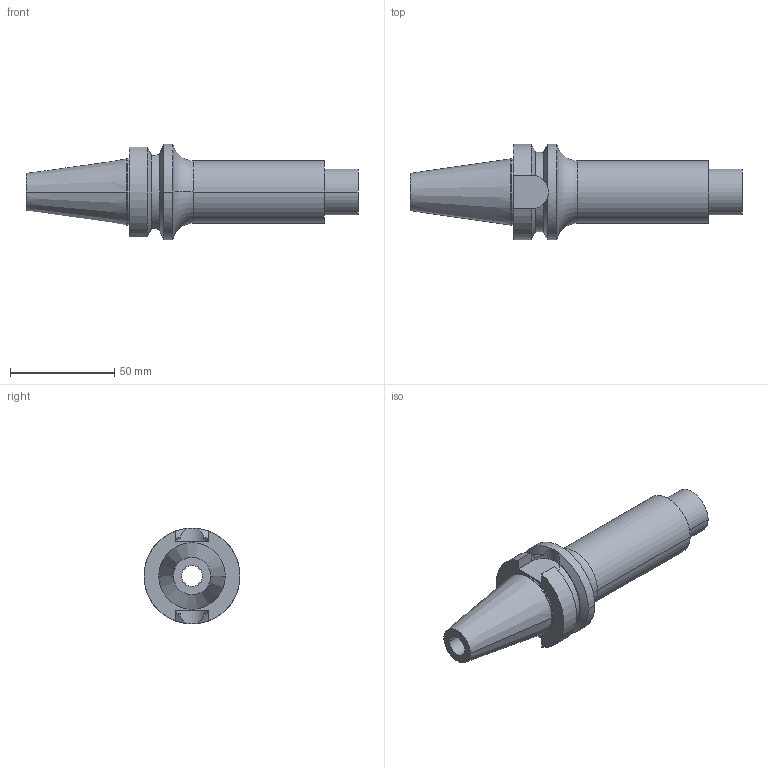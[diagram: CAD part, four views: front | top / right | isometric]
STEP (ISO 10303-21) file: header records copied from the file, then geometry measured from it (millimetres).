
FILE_DESCRIPTION((''),'2;1');
FILE_NAME('8452500600','2021-05-31T08:34:03',('thiemer'),(''),'CREO PARAMETRIC BY PTC INC, 2020053','CREO PARAMETRIC BY PTC INC, 2020053','');
FILE_SCHEMA(('AP242_MANAGED_MODEL_BASED_3D_ENGINEERING_MIM_LF { 1 0 10303 442 1 1 4 }'));
Length unit declared in the file: millimetre
Products named in the file (1): 8452500600
Bounding box: 159.14 x 46 x 46 mm (x, y, z)
Volume: 99910.2 mm3; surface area: 22903.6 mm2
Topology: 1 solids, 1 shells, 47 faces, 114 edges, 74 vertices
Faces by surface type: cylinder 18, plane 17, cone 10, torus 2
Entity records: 2215 total; most frequent: CARTESIAN_POINT 362, DIRECTION 284, ORIENTED_EDGE 228, PRESENTATION_STYLE_ASSIGNMENT 131, STYLED_ITEM 131, CURVE_STYLE 130, AXIS2_PLACEMENT_3D 114, EDGE_CURVE 114
